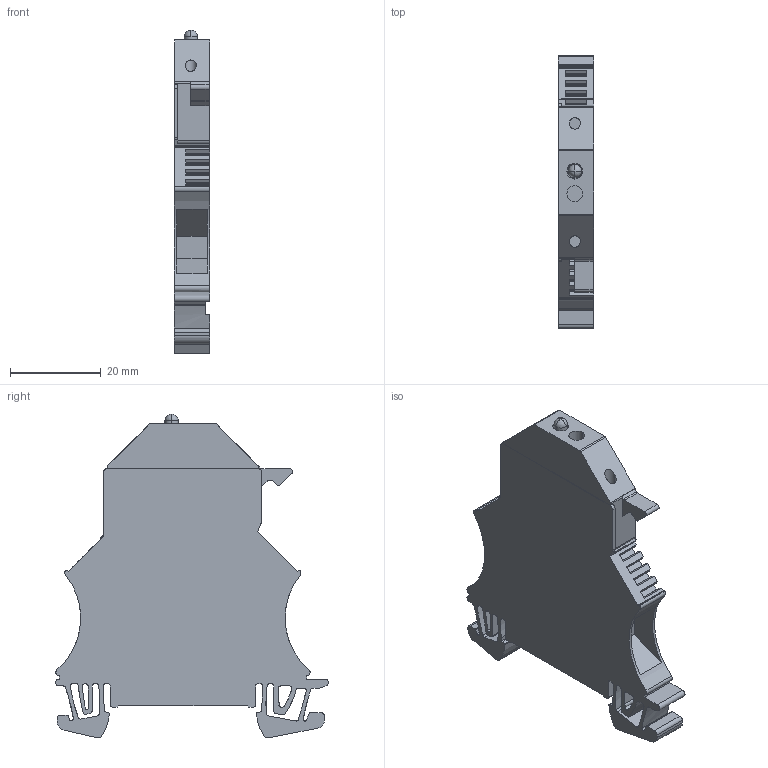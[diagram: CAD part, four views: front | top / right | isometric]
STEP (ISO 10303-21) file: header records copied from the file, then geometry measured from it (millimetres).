
FILE_DESCRIPTION(('CATIA V5R24 STEP','CAx-IF Rec.Pracs.--- Model Styling and Organization---1.2---2011-12-15'),'2;1');
FILE_NAME ('D1458402_0', '2017-07-26T05:56:24+00:00', ('Weidmueller Interface'), ('Weidmueller'), 'CATIA Version 5-6 Release 2014 SP4 HF52', 'CATIA V5 STEP AP214', 'none');
FILE_SCHEMA(('AUTOMOTIVE_DESIGN { 1 0 10303 214 1 1 1 1 }'));
Length unit declared in the file: millimetre
Products named in the file (1): v5-standard_part
Bounding box: 7.9 x 60 x 71.24 mm (x, y, z)
Volume: 19299.4 mm3; surface area: 9924.4 mm2
Topology: 2 solids, 2 shells, 356 faces, 1032 edges, 685 vertices
Faces by surface type: plane 238, cylinder 114, sphere 4
Entity records: 11606 total; most frequent: CARTESIAN_POINT 2205, ORIENTED_EDGE 2056, DIRECTION 1731, EDGE_CURVE 1028, VECTOR 762, LINE 762, VERTEX_POINT 685, AXIS2_PLACEMENT_3D 611
